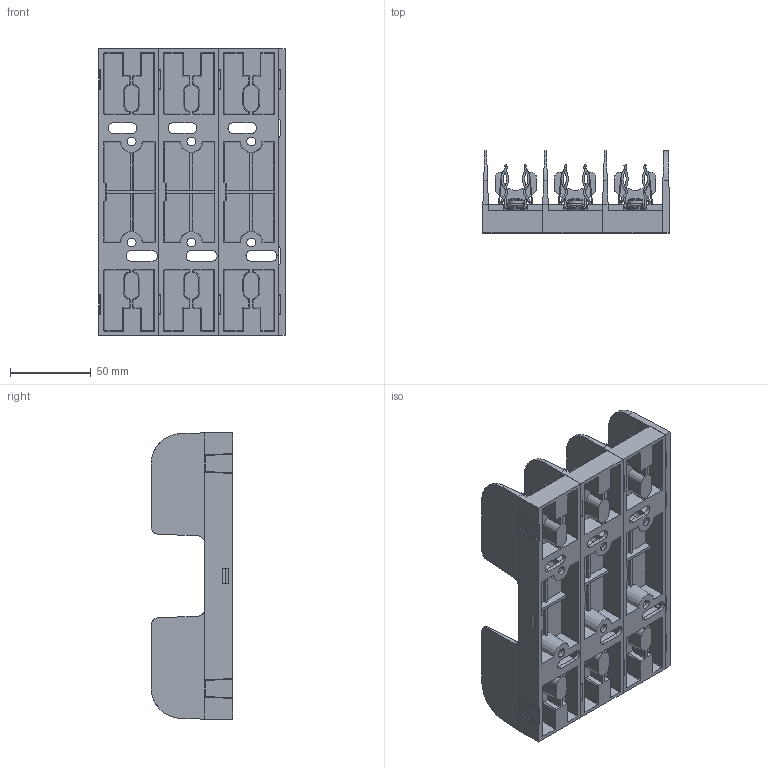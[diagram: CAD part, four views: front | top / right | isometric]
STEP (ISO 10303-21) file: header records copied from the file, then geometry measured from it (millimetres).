
FILE_DESCRIPTION (( 'STEP AP214' ), '1' );
FILE_NAME ('702236rev-.STEP', '2018-07-16T17:59:17', ( '' ), ( '' ), 'SwSTEP 2.0', 'SolidWorks 2017', '' );
FILE_SCHEMA (( 'AUTOMOTIVE_DESIGN' ));
Length unit declared in the file: inch
Products named in the file (1): 702236rev-
Bounding box: 115.65 x 50.8 x 177.8 mm (x, y, z)
Volume: 206686.2 mm3; surface area: 181150 mm2
Topology: 37 solids, 37 shells, 3213 faces, 8394 edges, 5205 vertices
Faces by surface type: plane 1885, cylinder 833, cone 327, bspline 102, torus 60, sphere 6
Full cylindrical faces by diameter (mm): 4.039 x6, 4.826 x6, 5.537 x6, 6.071 x6, 9.271 x6, 9.474 x6
Entity records: 151446 total; most frequent: CARTESIAN_POINT 34123, ORIENTED_EDGE 16056, DIRECTION 14880, EDGE_CURVE 8028, VERTEX_POINT 5157, LINE 5054, VECTOR 5054, AXIS2_PLACEMENT_3D 4913
